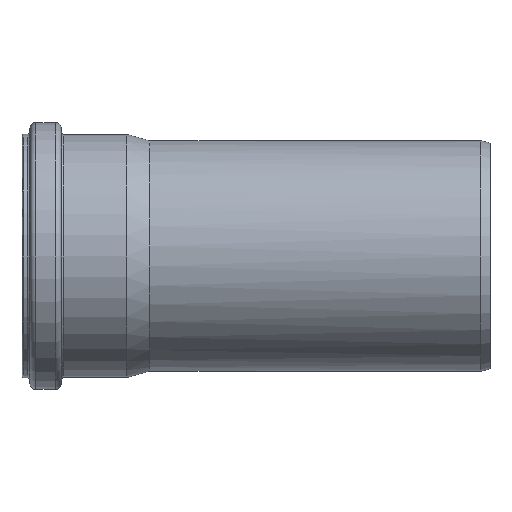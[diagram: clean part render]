
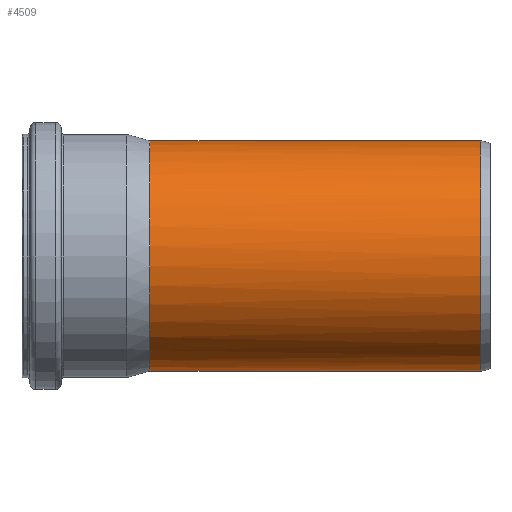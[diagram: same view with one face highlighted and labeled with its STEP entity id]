
A CAD part, left-side view. The second image highlights one B-rep face of the part: STEP entity #4509.
In plain terms, the highlighted cylindrical face has radius 62.65 mm (diameter 125.3 mm), a full revolution.
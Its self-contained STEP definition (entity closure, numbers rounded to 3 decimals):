
#772=B_SPLINE_CURVE_WITH_KNOTS('',3,(#7117,#7118,#7119,#7120,#7121,#7122,
#7123,#7124,#7125,#7126,#7127,#7128,#7129,#7130,#7131,#7132,#7133,#7134,
#7135,#7136,#7137,#7138,#7139,#7140,#7141),.UNSPECIFIED.,.F.,.F.,(4,1,1,
1,1,1,1,1,1,1,1,1,1,1,1,1,1,1,1,1,1,1,4),(-58.143,-57.731,
-56.127,-54.523,-52.92,-52.118,
-51.316,-50.514,-49.712,-48.911,
-48.109,-46.505,-44.902,-43.298,
-42.095,-40.892,-39.69,-38.487,
-37.284,-36.082,-34.879,-34.278,
-33.676),.UNSPECIFIED.);
#774=B_SPLINE_CURVE_WITH_KNOTS('',3,(#7177,#7178,#7179,#7180,#7181,#7182,
#7183,#7184,#7185,#7186),.UNSPECIFIED.,.F.,.F.,(4,1,1,1,1,1,1,4),(-33.676,
-33.075,-32.473,-31.271,-30.068,
-28.865,-27.262,-25.776),.UNSPECIFIED.);
#812=CYLINDRICAL_SURFACE('',#4792,62.65);
#1018=FACE_BOUND('',#1359,.T.);
#1078=FACE_OUTER_BOUND('',#1358,.T.);
#1358=EDGE_LOOP('',(#3139,#3140,#3141));
#1359=EDGE_LOOP('',(#3142));
#1662=CIRCLE('',#4776,62.65);
#1668=CIRCLE('',#4787,62.65);
#1973=VERTEX_POINT('',#7077);
#1974=VERTEX_POINT('',#7078);
#1975=VERTEX_POINT('',#7116);
#1982=VERTEX_POINT('',#7204);
#2440=EDGE_CURVE('',#1973,#1975,#772,.T.);
#2443=EDGE_CURVE('',#1975,#1974,#774,.T.);
#2444=EDGE_CURVE('',#1973,#1974,#1662,.T.);
#2450=EDGE_CURVE('',#1982,#1982,#1668,.T.);
#3139=ORIENTED_EDGE('',*,*,#2440,.F.);
#3140=ORIENTED_EDGE('',*,*,#2444,.T.);
#3141=ORIENTED_EDGE('',*,*,#2443,.F.);
#3142=ORIENTED_EDGE('',*,*,#2450,.F.);
#4509=ADVANCED_FACE('',(#1078,#1018),#812,.T.);
#4776=AXIS2_PLACEMENT_3D('',#7188,#5362,#5363);
#4787=AXIS2_PLACEMENT_3D('',#7205,#5384,#5385);
#4792=AXIS2_PLACEMENT_3D('',#7212,#5394,#5395);
#5362=DIRECTION('center_axis',(0.,-1.,0.));
#5363=DIRECTION('ref_axis',(1.,0.,0.));
#5384=DIRECTION('center_axis',(0.,-1.,0.));
#5385=DIRECTION('ref_axis',(1.,0.,0.));
#5394=DIRECTION('center_axis',(0.,-1.,0.));
#5395=DIRECTION('ref_axis',(1.,0.,0.));
#7077=CARTESIAN_POINT('',(62.285,1.097,6.755));
#7078=CARTESIAN_POINT('',(62.287,1.1,-6.756));
#7116=CARTESIAN_POINT('',(34.891,-54.08,-52.035));
#7117=CARTESIAN_POINT('Ctrl Pts',(62.285,1.098,6.754));
#7118=CARTESIAN_POINT('Ctrl Pts',(62.133,0.901,8.161));
#7119=CARTESIAN_POINT('Ctrl Pts',(61.164,-0.354,14.967));
#7120=CARTESIAN_POINT('Ctrl Pts',(57.516,-5.099,26.26));
#7121=CARTESIAN_POINT('Ctrl Pts',(50.343,-15.017,38.003));
#7122=CARTESIAN_POINT('Ctrl Pts',(43.728,-25.382,45.084));
#7123=CARTESIAN_POINT('Ctrl Pts',(38.982,-34.892,49.103));
#7124=CARTESIAN_POINT('Ctrl Pts',(36.132,-42.693,51.205));
#7125=CARTESIAN_POINT('Ctrl Pts',(34.617,-51.144,52.215));
#7126=CARTESIAN_POINT('Ctrl Pts',(35.112,-59.8,51.894));
#7127=CARTESIAN_POINT('Ctrl Pts',(37.424,-67.94,50.286));
#7128=CARTESIAN_POINT('Ctrl Pts',(41.946,-77.769,46.726));
#7129=CARTESIAN_POINT('Ctrl Pts',(48.756,-88.289,40.014));
#7130=CARTESIAN_POINT('Ctrl Pts',(56.364,-98.295,28.631));
#7131=CARTESIAN_POINT('Ctrl Pts',(61.341,-104.367,15.209));
#7132=CARTESIAN_POINT('Ctrl Pts',(63.056,-106.419,1.428));
#7133=CARTESIAN_POINT('Ctrl Pts',(62.072,-105.243,-11.101));
#7134=CARTESIAN_POINT('Ctrl Pts',(58.794,-101.272,-22.639));
#7135=CARTESIAN_POINT('Ctrl Pts',(53.89,-95.088,-32.52));
#7136=CARTESIAN_POINT('Ctrl Pts',(48.058,-87.176,-40.549));
#7137=CARTESIAN_POINT('Ctrl Pts',(42.022,-77.791,-46.686));
#7138=CARTESIAN_POINT('Ctrl Pts',(37.607,-68.658,-50.153));
#7139=CARTESIAN_POINT('Ctrl Pts',(35.381,-60.503,-51.709));
#7140=CARTESIAN_POINT('Ctrl Pts',(34.928,-56.224,-52.01));
#7141=CARTESIAN_POINT('Ctrl Pts',(34.891,-54.08,-52.035));
#7177=CARTESIAN_POINT('Ctrl Pts',(34.891,-54.08,-52.035));
#7178=CARTESIAN_POINT('Ctrl Pts',(34.854,-51.935,-52.06));
#7179=CARTESIAN_POINT('Ctrl Pts',(35.157,-47.637,-51.859));
#7180=CARTESIAN_POINT('Ctrl Pts',(37.1,-39.365,-50.521));
#7181=CARTESIAN_POINT('Ctrl Pts',(41.209,-29.966,-47.375));
#7182=CARTESIAN_POINT('Ctrl Pts',(47.013,-20.12,-41.722));
#7183=CARTESIAN_POINT('Ctrl Pts',(53.416,-10.684,-33.418));
#7184=CARTESIAN_POINT('Ctrl Pts',(59.307,-2.751,-21.951));
#7185=CARTESIAN_POINT('Ctrl Pts',(61.736,0.389,-11.812));
#7186=CARTESIAN_POINT('Ctrl Pts',(62.287,1.1,-6.756));
#7188=CARTESIAN_POINT('Origin',(0.,1.098,
0.));
#7204=CARTESIAN_POINT('',(62.65,-178.505,0.));
#7205=CARTESIAN_POINT('Origin',(0.,-178.505,
0.));
#7212=CARTESIAN_POINT('Origin',(0.,0.549,
0.));
